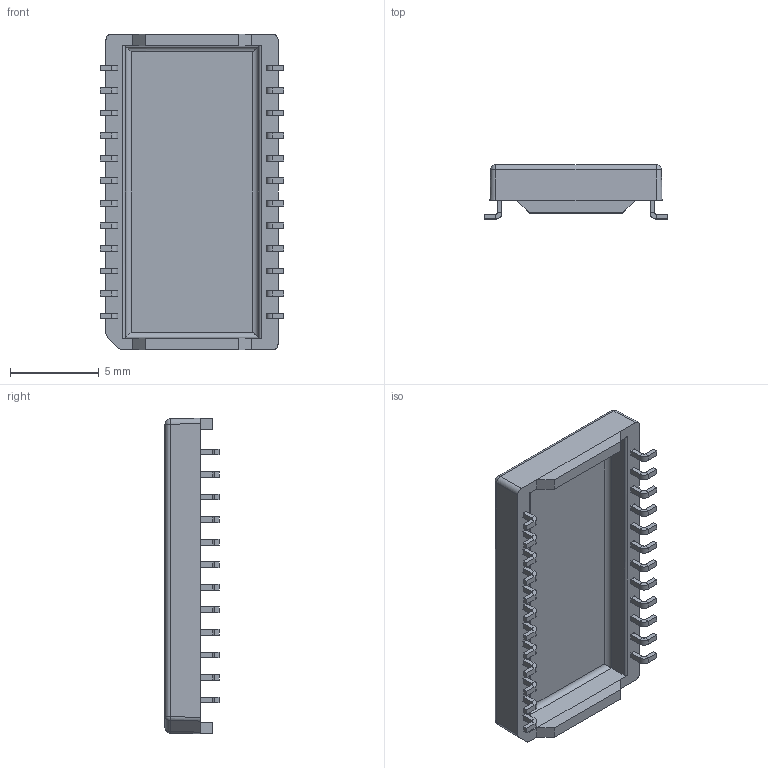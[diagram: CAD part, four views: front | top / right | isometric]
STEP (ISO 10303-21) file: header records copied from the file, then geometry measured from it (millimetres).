
FILE_DESCRIPTION (( 'STEP AP214' ), '1' );
FILE_NAME ('HD526 .STEP', '2024-04-08T08:03:25', ( 'Windows 蚚誧' ), ( 'Microsoft' ), 'SwSTEP 2.0', 'SolidWorks 2019', '' );
FILE_SCHEMA (( 'AUTOMOTIVE_DESIGN' ));
Length unit declared in the file: millimetre
Products named in the file (5): HD526 ; HD526 JT^HD526 (2)_HD526 ; P5-96P-HD526^HD526 (2)_HD526 ; 葩璃 P5-96P-HD526^HD526 (2)_HD526 ; HD526 (2)^HD526 
Assembly tree (4 placements, depth 3):
  HD526 
    HD526 (2)^HD526 
      HD526 JT^HD526 (2)_HD526 
      P5-96P-HD526^HD526 (2)_HD526 
      葩璃 P5-96P-HD526^HD526 (2)_HD526 
Bounding box: 10.36 x 3.05 x 17.78 mm (x, y, z)
Volume: 179 mm3; surface area: 652.7 mm2
Topology: 25 solids, 25 shells, 887 faces, 2217 edges, 1405 vertices
Faces by surface type: plane 624, cylinder 258, sphere 5
Entity records: 26456 total; most frequent: CARTESIAN_POINT 4556, DIRECTION 4493, ORIENTED_EDGE 4434, EDGE_CURVE 2217, LINE 1705, VECTOR 1705, VERTEX_POINT 1405, AXIS2_PLACEMENT_3D 1394
